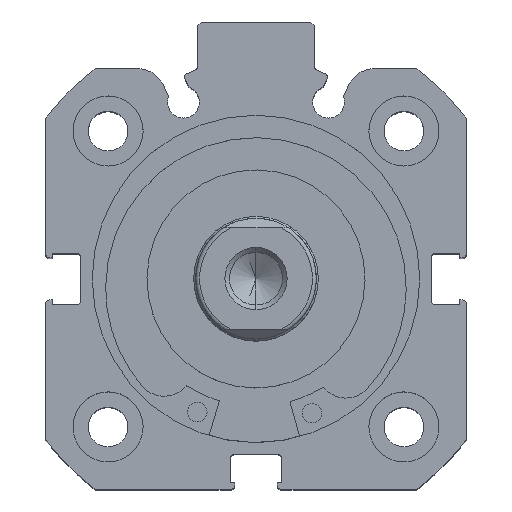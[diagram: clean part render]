
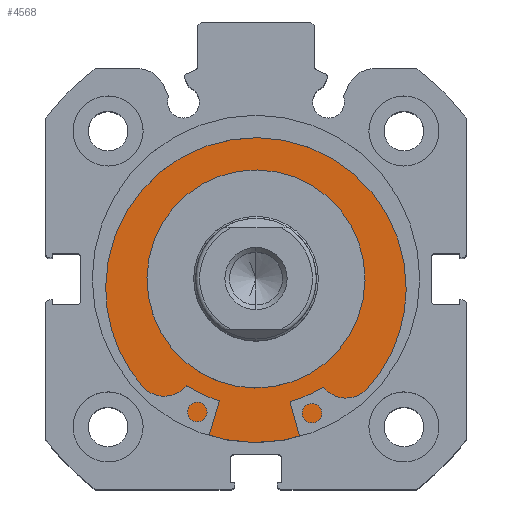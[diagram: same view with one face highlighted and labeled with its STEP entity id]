
A CAD part, top view. The second image highlights one B-rep face of the part: STEP entity #4568.
In plain terms, the highlighted face is planar.
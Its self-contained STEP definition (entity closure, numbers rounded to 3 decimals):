
#168 = CARTESIAN_POINT ( 'NONE',  ( 3.5, 0., 0. ) ) ;
#652 = DIRECTION ( 'NONE',  ( 0., 0., 1. ) ) ;
#653 = DIRECTION ( 'NONE',  ( -1., 0., 0. ) ) ;
#655 = DIRECTION ( 'NONE',  ( 0., 0., 1. ) ) ;
#656 = DIRECTION ( 'NONE',  ( -1., 0., 0. ) ) ;
#670 = CARTESIAN_POINT ( 'NONE',  ( 3.5, 0., 0. ) ) ;
#676 = CARTESIAN_POINT ( 'NONE',  ( 3.5, 0., 0. ) ) ;
#733 = DIRECTION ( 'NONE',  ( 0., 0., 1. ) ) ;
#734 = DIRECTION ( 'NONE',  ( -1., 0., 0. ) ) ;
#735 = CARTESIAN_POINT ( 'NONE',  ( 3.5, 0., 0. ) ) ;
#758 = DIRECTION ( 'NONE',  ( 0., 0., 1. ) ) ;
#759 = DIRECTION ( 'NONE',  ( -1., 0., 0. ) ) ;
#1672 = EDGE_CURVE ( 'NONE', #5096, #5202, #5533, .T. ) ;
#1678 = EDGE_CURVE ( 'NONE', #5132, #5089, #5543, .T. ) ;
#1696 = EDGE_CURVE ( 'NONE', #5089, #5132, #5566, .T. ) ;
#1697 = EDGE_CURVE ( 'NONE', #5202, #5096, #5569, .T. ) ;
#2035 = AXIS2_PLACEMENT_3D ( 'NONE', #168, #759, #758 ) ;
#2039 = AXIS2_PLACEMENT_3D ( 'NONE', #735, #734, #733 ) ;
#2048 = AXIS2_PLACEMENT_3D ( 'NONE', #676, #656, #655 ) ;
#2050 = AXIS2_PLACEMENT_3D ( 'NONE', #670, #653, #652 ) ;
#2167 = AXIS2_PLACEMENT_3D ( 'NONE', #6424, #6426, #6427 ) ;
#3085 = ORIENTED_EDGE ( 'NONE', *, *, #1696, .F. ) ;
#3106 = ORIENTED_EDGE ( 'NONE', *, *, #1678, .F. ) ;
#3111 = ORIENTED_EDGE ( 'NONE', *, *, #1697, .T. ) ;
#3130 = ORIENTED_EDGE ( 'NONE', *, *, #1672, .T. ) ;
#4568 = ADVANCED_FACE ( 'NONE', ( #5884, #5889 ), #6425, .F. ) ;
#5089 = VERTEX_POINT ( 'NONE', #7355 ) ;
#5096 = VERTEX_POINT ( 'NONE', #7362 ) ;
#5132 = VERTEX_POINT ( 'NONE', #7398 ) ;
#5202 = VERTEX_POINT ( 'NONE', #7468 ) ;
#5298 = EDGE_LOOP ( 'NONE', ( #3085, #3106 ) ) ;
#5301 = EDGE_LOOP ( 'NONE', ( #3111, #3130 ) ) ;
#5533 = CIRCLE ( 'NONE', #2035, 21. ) ;
#5543 = CIRCLE ( 'NONE', #2039, 14. ) ;
#5566 = CIRCLE ( 'NONE', #2048, 14. ) ;
#5569 = CIRCLE ( 'NONE', #2050, 21. ) ;
#5884 = FACE_BOUND ( 'NONE', #5298, .T. ) ;
#5889 = FACE_OUTER_BOUND ( 'NONE', #5301, .T. ) ;
#6424 = CARTESIAN_POINT ( 'NONE',  ( 3.5, 21., 0. ) ) ;
#6425 = PLANE ( 'NONE',  #2167 ) ;
#6426 = DIRECTION ( 'NONE',  ( 1., 0., 0. ) ) ;
#6427 = DIRECTION ( 'NONE',  ( 0., 0., -1. ) ) ;
#7355 = CARTESIAN_POINT ( 'NONE',  ( 3.5, 0., 14. ) ) ;
#7362 = CARTESIAN_POINT ( 'NONE',  ( 3.5, 0., -21. ) ) ;
#7398 = CARTESIAN_POINT ( 'NONE',  ( 3.5, 0., -14. ) ) ;
#7468 = CARTESIAN_POINT ( 'NONE',  ( 3.5, 0., 21. ) ) ;
